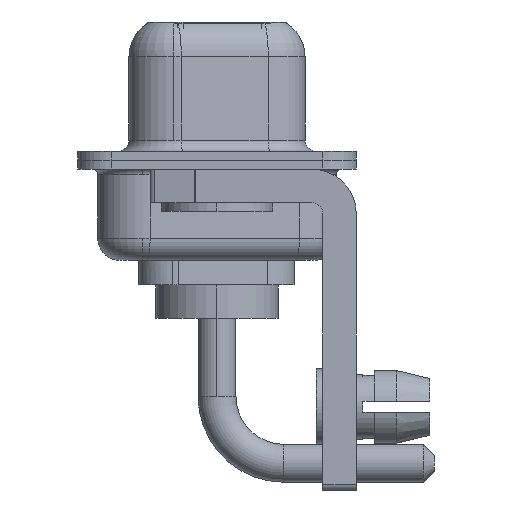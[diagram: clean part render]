
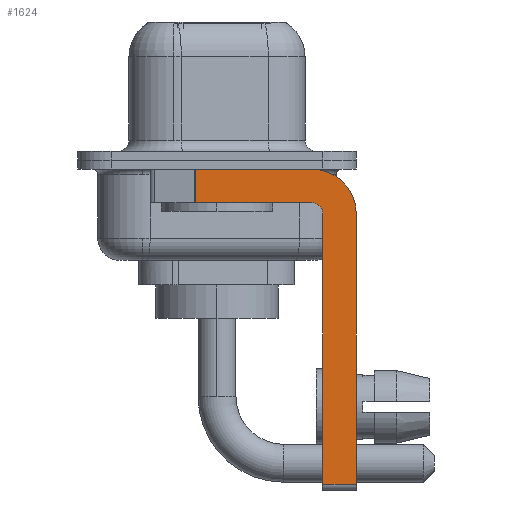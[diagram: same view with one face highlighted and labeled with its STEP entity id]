
A CAD part, left-side view. The second image highlights one B-rep face of the part: STEP entity #1624.
In plain terms, the highlighted planar face has unit normal (-1, 0, 0).
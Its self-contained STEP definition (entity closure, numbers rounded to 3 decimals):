
#128 = VERTEX_POINT ( 'NONE', #7981 ) ;
#210 = CARTESIAN_POINT ( 'NONE',  ( -2.9, 0.978, -1.9 ) ) ;
#258 = EDGE_CURVE ( 'NONE', #7332, #10054, #2407, .T. ) ;
#326 = EDGE_CURVE ( 'NONE', #7332, #128, #1155, .T. ) ;
#469 = AXIS2_PLACEMENT_3D ( 'NONE', #14716, #3845, #13146 ) ;
#753 = CARTESIAN_POINT ( 'NONE',  ( -2.9, -6.25, -14.55 ) ) ;
#777 = CARTESIAN_POINT ( 'NONE',  ( -2.9, -4.25, -14.55 ) ) ;
#966 = VECTOR ( 'NONE', #4566, 1000. ) ;
#1050 = DIRECTION ( 'NONE',  ( 0., 0., -1. ) ) ;
#1155 = LINE ( 'NONE', #2629, #15430 ) ;
#1253 = VERTEX_POINT ( 'NONE', #15364 ) ;
#1624 = ADVANCED_FACE ( 'NONE', ( #12974 ), #15343, .F. ) ;
#2029 = CARTESIAN_POINT ( 'NONE',  ( -2.9, 0.978, -1.9 ) ) ;
#2100 = EDGE_CURVE ( 'NONE', #4276, #10054, #3406, .T. ) ;
#2313 = AXIS2_PLACEMENT_3D ( 'NONE', #6953, #11774, #2477 ) ;
#2407 = LINE ( 'NONE', #210, #9622 ) ;
#2477 = DIRECTION ( 'NONE',  ( 0., 0., -1. ) ) ;
#2488 = DIRECTION ( 'NONE',  ( 0., -1., 0. ) ) ;
#2533 = ORIENTED_EDGE ( 'NONE', *, *, #4451, .F. ) ;
#2629 = CARTESIAN_POINT ( 'NONE',  ( -2.9, 3., -0.4 ) ) ;
#2828 = VECTOR ( 'NONE', #13147, 1000. ) ;
#3295 = CARTESIAN_POINT ( 'NONE',  ( -2.9, -4.75, -14.8 ) ) ;
#3406 = LINE ( 'NONE', #8428, #11701 ) ;
#3845 = DIRECTION ( 'NONE',  ( -1., 0., 0. ) ) ;
#3943 = ORIENTED_EDGE ( 'NONE', *, *, #5965, .F. ) ;
#4276 = VERTEX_POINT ( 'NONE', #8300 ) ;
#4451 = EDGE_CURVE ( 'NONE', #7909, #12843, #7592, .T. ) ;
#4528 = DIRECTION ( 'NONE',  ( 0., 1., 0. ) ) ;
#4566 = DIRECTION ( 'NONE',  ( 0., -1., 0. ) ) ;
#4995 = ORIENTED_EDGE ( 'NONE', *, *, #5807, .T. ) ;
#5064 = ORIENTED_EDGE ( 'NONE', *, *, #7822, .F. ) ;
#5238 = AXIS2_PLACEMENT_3D ( 'NONE', #6998, #11907, #1050 ) ;
#5459 = ORIENTED_EDGE ( 'NONE', *, *, #8332, .F. ) ;
#5807 = EDGE_CURVE ( 'NONE', #12303, #12843, #14255, .T. ) ;
#5855 = LINE ( 'NONE', #3295, #2828 ) ;
#5965 = EDGE_CURVE ( 'NONE', #1253, #4276, #7063, .T. ) ;
#6953 = CARTESIAN_POINT ( 'NONE',  ( -2.9, -4.25, -2.4 ) ) ;
#6998 = CARTESIAN_POINT ( 'NONE',  ( -2.9, -4.25, -2.4 ) ) ;
#7063 = CIRCLE ( 'NONE', #469, 0.5 ) ;
#7332 = VERTEX_POINT ( 'NONE', #14242 ) ;
#7562 = ORIENTED_EDGE ( 'NONE', *, *, #326, .F. ) ;
#7592 = LINE ( 'NONE', #12564, #11535 ) ;
#7822 = EDGE_CURVE ( 'NONE', #128, #7909, #8302, .T. ) ;
#7909 = VERTEX_POINT ( 'NONE', #8893 ) ;
#7981 = CARTESIAN_POINT ( 'NONE',  ( -2.9, -4.25, -0.4 ) ) ;
#8300 = CARTESIAN_POINT ( 'NONE',  ( -2.9, -4.25, -1.9 ) ) ;
#8302 = CIRCLE ( 'NONE', #5238, 2. ) ;
#8332 = EDGE_CURVE ( 'NONE', #12303, #1253, #5855, .T. ) ;
#8428 = CARTESIAN_POINT ( 'NONE',  ( -2.9, -4.25, -1.9 ) ) ;
#8893 = CARTESIAN_POINT ( 'NONE',  ( -2.9, -6.25, -2.4 ) ) ;
#9622 = VECTOR ( 'NONE', #12007, 1000. ) ;
#9999 = ORIENTED_EDGE ( 'NONE', *, *, #2100, .F. ) ;
#10054 = VERTEX_POINT ( 'NONE', #2029 ) ;
#11535 = VECTOR ( 'NONE', #12335, 1000. ) ;
#11580 = EDGE_LOOP ( 'NONE', ( #7562, #14758, #9999, #3943, #5459, #4995, #2533, #5064 ) ) ;
#11701 = VECTOR ( 'NONE', #4528, 1000. ) ;
#11774 = DIRECTION ( 'NONE',  ( 1., 0., 0. ) ) ;
#11868 = CARTESIAN_POINT ( 'NONE',  ( -2.9, -4.75, -14.55 ) ) ;
#11907 = DIRECTION ( 'NONE',  ( 1., 0., 0. ) ) ;
#12007 = DIRECTION ( 'NONE',  ( 0., 0., -1. ) ) ;
#12303 = VERTEX_POINT ( 'NONE', #11868 ) ;
#12335 = DIRECTION ( 'NONE',  ( 0., 0., -1. ) ) ;
#12564 = CARTESIAN_POINT ( 'NONE',  ( -2.9, -6.25, -2.4 ) ) ;
#12843 = VERTEX_POINT ( 'NONE', #753 ) ;
#12974 = FACE_OUTER_BOUND ( 'NONE', #11580, .T. ) ;
#13146 = DIRECTION ( 'NONE',  ( 0., 0., 1. ) ) ;
#13147 = DIRECTION ( 'NONE',  ( 0., 0., 1. ) ) ;
#14242 = CARTESIAN_POINT ( 'NONE',  ( -2.9, 0.978, -0.4 ) ) ;
#14255 = LINE ( 'NONE', #777, #966 ) ;
#14716 = CARTESIAN_POINT ( 'NONE',  ( -2.9, -4.25, -2.4 ) ) ;
#14758 = ORIENTED_EDGE ( 'NONE', *, *, #258, .T. ) ;
#15343 = PLANE ( 'NONE',  #2313 ) ;
#15364 = CARTESIAN_POINT ( 'NONE',  ( -2.9, -4.75, -2.4 ) ) ;
#15430 = VECTOR ( 'NONE', #2488, 1000. ) ;
